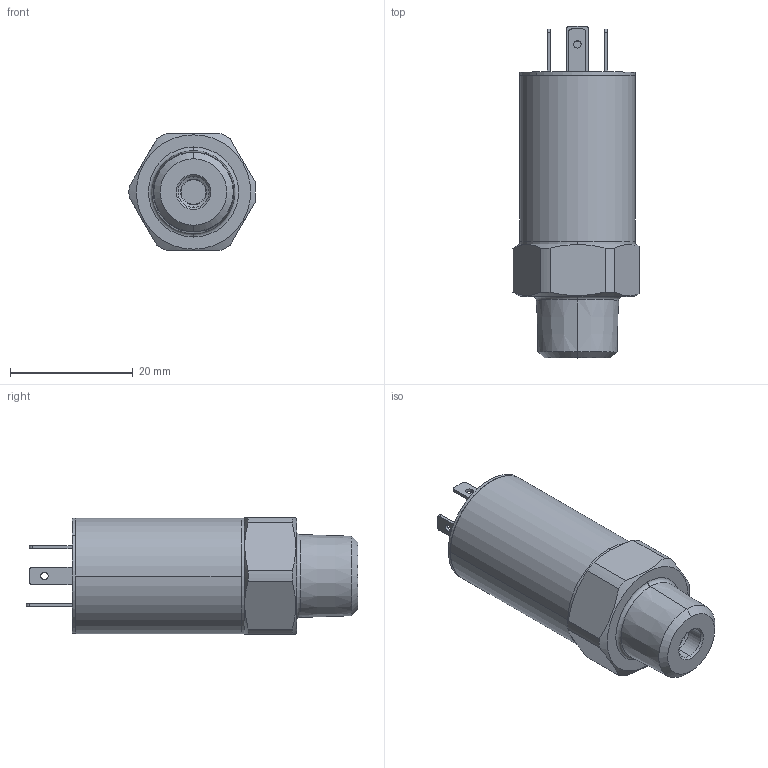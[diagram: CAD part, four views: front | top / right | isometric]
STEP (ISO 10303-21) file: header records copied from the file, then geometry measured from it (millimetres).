
FILE_DESCRIPTION (( 'STEP AP214' ), '1' );
FILE_NAME ('825X.XX.XX.19.01.STEP', '2017-06-27T04:44:07', ( 'upgadmin' ), ( 'Hewlett-Packard Company' ), 'SwSTEP 2.0', 'SolidWorks 2016', '' );
FILE_SCHEMA (( 'AUTOMOTIVE_DESIGN' ));
Length unit declared in the file: millimetre
Products named in the file (18): K31605; C21542_defeatured; C22592_Einbau; C22587; C22588_C22588; C22592; C22589; C24154_19; 825X.XX.XX.19.01; C22588; C22587_C22587; C24154_19_C24154; Mini_DIN_01_C22593; C22589_C22589
Assembly tree (10 placements, depth 3):
  K31605
  C22587
  C22587
  C22592
  C22589
Bounding box: 20.5 x 54 x 19 mm (x, y, z)
Volume: 12742.6 mm3; surface area: 6008.3 mm2
Topology: 9 solids, 9 shells, 515 faces, 1341 edges, 864 vertices
Faces by surface type: plane 299, cylinder 144, bspline 46, cone 22, torus 4
Entity records: 17096 total; most frequent: CARTESIAN_POINT 5411, ORIENTED_EDGE 2382, DIRECTION 2211, EDGE_CURVE 1191, LINE 811, VECTOR 811, VERTEX_POINT 764, AXIS2_PLACEMENT_3D 700
